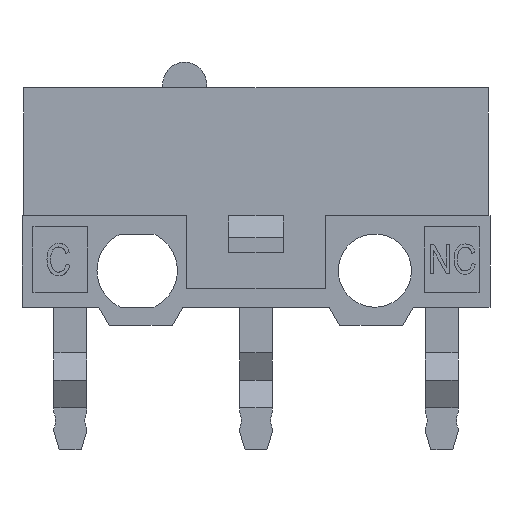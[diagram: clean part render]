
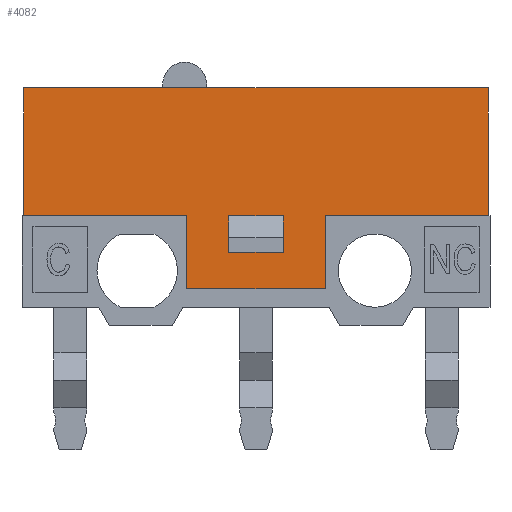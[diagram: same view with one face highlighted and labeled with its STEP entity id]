
A CAD part, front view. The second image highlights one B-rep face of the part: STEP entity #4082.
In plain terms, the highlighted planar face has unit normal (0, -1, 0).
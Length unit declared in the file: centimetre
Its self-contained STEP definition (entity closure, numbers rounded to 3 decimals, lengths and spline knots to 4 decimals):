
#33=FACE_BOUND('',#605,.T.);
#372=FACE_OUTER_BOUND('',#604,.T.);
#604=EDGE_LOOP('',(#3634,#3635,#3636,#3637,#3638,#3639,#3640,#3641));
#605=EDGE_LOOP('',(#3642,#3643,#3644,#3645,#3646,#3647));
#800=LINE('',#5743,#1293);
#811=LINE('',#5767,#1304);
#815=LINE('',#5775,#1308);
#818=LINE('',#5781,#1311);
#821=LINE('',#5787,#1314);
#828=LINE('',#5801,#1321);
#933=LINE('',#6305,#1426);
#937=LINE('',#6312,#1430);
#999=LINE('',#6448,#1492);
#1017=LINE('',#6482,#1510);
#1086=LINE('',#6680,#1579);
#1100=LINE('',#6709,#1593);
#1104=LINE('',#6717,#1597);
#1105=LINE('',#6719,#1598);
#1293=VECTOR('',#4703,1.);
#1304=VECTOR('',#4720,1.);
#1308=VECTOR('',#4726,1.);
#1311=VECTOR('',#4731,1.);
#1314=VECTOR('',#4736,1.);
#1321=VECTOR('',#4745,1.);
#1426=VECTOR('',#4924,1.);
#1430=VECTOR('',#4930,1.);
#1492=VECTOR('',#5056,1.);
#1510=VECTOR('',#5086,1.);
#1579=VECTOR('',#5285,1.);
#1593=VECTOR('',#5317,1.);
#1597=VECTOR('',#5325,1.);
#1598=VECTOR('',#5328,1.);
#1736=VERTEX_POINT('',#5741);
#1737=VERTEX_POINT('',#5742);
#1746=VERTEX_POINT('',#5765);
#1747=VERTEX_POINT('',#5766);
#1750=VERTEX_POINT('',#5774);
#1752=VERTEX_POINT('',#5780);
#1754=VERTEX_POINT('',#5786);
#1760=VERTEX_POINT('',#5800);
#1849=VERTEX_POINT('',#6303);
#1850=VERTEX_POINT('',#6304);
#1894=VERTEX_POINT('',#6446);
#1904=VERTEX_POINT('',#6480);
#1973=VERTEX_POINT('',#6705);
#1976=VERTEX_POINT('',#6715);
#2178=EDGE_CURVE('',#1736,#1737,#800,.T.);
#2189=EDGE_CURVE('',#1746,#1747,#811,.T.);
#2193=EDGE_CURVE('',#1750,#1747,#815,.T.);
#2196=EDGE_CURVE('',#1752,#1750,#818,.T.);
#2199=EDGE_CURVE('',#1754,#1752,#821,.T.);
#2206=EDGE_CURVE('',#1746,#1760,#828,.T.);
#2343=EDGE_CURVE('',#1849,#1850,#933,.T.);
#2347=EDGE_CURVE('',#1737,#1849,#937,.T.);
#2415=EDGE_CURVE('',#1850,#1894,#999,.T.);
#2433=EDGE_CURVE('',#1894,#1904,#1017,.T.);
#2530=EDGE_CURVE('',#1904,#1736,#1086,.T.);
#2544=EDGE_CURVE('',#1754,#1973,#1100,.T.);
#2548=EDGE_CURVE('',#1760,#1976,#1104,.T.);
#2549=EDGE_CURVE('',#1976,#1973,#1105,.T.);
#3634=ORIENTED_EDGE('',*,*,#2549,.T.);
#3635=ORIENTED_EDGE('',*,*,#2544,.F.);
#3636=ORIENTED_EDGE('',*,*,#2199,.T.);
#3637=ORIENTED_EDGE('',*,*,#2196,.T.);
#3638=ORIENTED_EDGE('',*,*,#2193,.T.);
#3639=ORIENTED_EDGE('',*,*,#2189,.F.);
#3640=ORIENTED_EDGE('',*,*,#2206,.T.);
#3641=ORIENTED_EDGE('',*,*,#2548,.T.);
#3642=ORIENTED_EDGE('',*,*,#2343,.T.);
#3643=ORIENTED_EDGE('',*,*,#2415,.T.);
#3644=ORIENTED_EDGE('',*,*,#2433,.T.);
#3645=ORIENTED_EDGE('',*,*,#2530,.T.);
#3646=ORIENTED_EDGE('',*,*,#2178,.T.);
#3647=ORIENTED_EDGE('',*,*,#2347,.T.);
#3868=PLANE('',#4342);
#4082=ADVANCED_FACE('',(#372,#33),#3868,.T.);
#4342=AXIS2_PLACEMENT_3D('',#6718,#5326,#5327);
#4703=DIRECTION('',(0.,0.,-1.));
#4720=DIRECTION('',(0.,0.,-1.));
#4726=DIRECTION('',(1.,0.,0.));
#4731=DIRECTION('',(0.,0.,-1.));
#4736=DIRECTION('',(1.,0.,0.));
#4745=DIRECTION('',(1.,0.,0.));
#4924=DIRECTION('',(0.,0.,1.));
#4930=DIRECTION('',(-1.,0.,0.));
#5056=DIRECTION('',(0.,0.,1.));
#5086=DIRECTION('',(1.,0.,0.));
#5285=DIRECTION('',(0.,0.,-1.));
#5317=DIRECTION('',(0.,0.,1.));
#5325=DIRECTION('',(0.,0.,1.));
#5326=DIRECTION('center_axis',(0.,-1.,0.));
#5327=DIRECTION('ref_axis',(0.,0.,-1.));
#5328=DIRECTION('',(-1.,0.,0.));
#5741=CARTESIAN_POINT('',(0.075,-0.285,-0.054));
#5742=CARTESIAN_POINT('',(0.075,-0.285,-0.1));
#5743=CARTESIAN_POINT('',(0.075,-0.285,-0.05));
#5765=CARTESIAN_POINT('',(0.19,-0.285,0.));
#5766=CARTESIAN_POINT('',(0.19,-0.285,-0.2));
#5767=CARTESIAN_POINT('',(0.19,-0.285,0.));
#5774=CARTESIAN_POINT('',(-0.19,-0.285,-0.2));
#5775=CARTESIAN_POINT('',(0.19,-0.285,-0.2));
#5780=CARTESIAN_POINT('',(-0.19,-0.285,0.));
#5781=CARTESIAN_POINT('',(-0.19,-0.285,0.));
#5786=CARTESIAN_POINT('',(-0.635,-0.285,0.));
#5787=CARTESIAN_POINT('',(-0.635,-0.285,0.));
#5800=CARTESIAN_POINT('',(0.635,-0.285,0.));
#5801=CARTESIAN_POINT('',(-0.635,-0.285,0.));
#6303=CARTESIAN_POINT('',(-0.075,-0.285,-0.1));
#6304=CARTESIAN_POINT('',(-0.075,-0.285,-0.054));
#6305=CARTESIAN_POINT('',(-0.075,-0.285,0.));
#6312=CARTESIAN_POINT('',(0.28,-0.285,-0.1));
#6446=CARTESIAN_POINT('',(-0.075,-0.285,0.));
#6448=CARTESIAN_POINT('',(-0.075,-0.285,0.));
#6480=CARTESIAN_POINT('',(0.075,-0.285,0.));
#6482=CARTESIAN_POINT('',(0.355,-0.285,0.));
#6680=CARTESIAN_POINT('',(0.075,-0.285,-0.05));
#6705=CARTESIAN_POINT('',(-0.635,-0.285,0.35));
#6709=CARTESIAN_POINT('',(-0.635,-0.285,0.));
#6715=CARTESIAN_POINT('',(0.635,-0.285,0.35));
#6717=CARTESIAN_POINT('',(0.635,-0.285,0.));
#6718=CARTESIAN_POINT('Origin',(0.635,-0.285,0.));
#6719=CARTESIAN_POINT('',(-0.635,-0.285,0.35));
